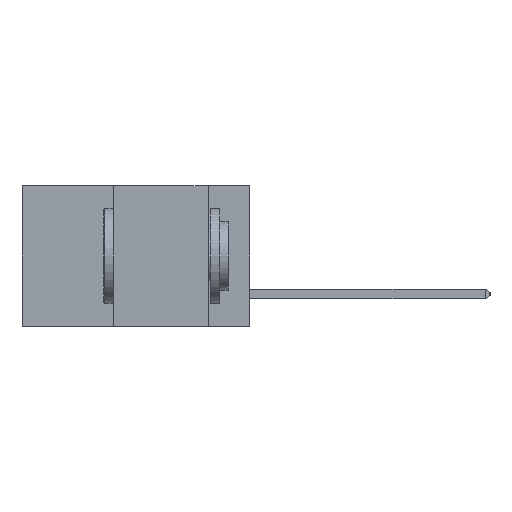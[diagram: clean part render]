
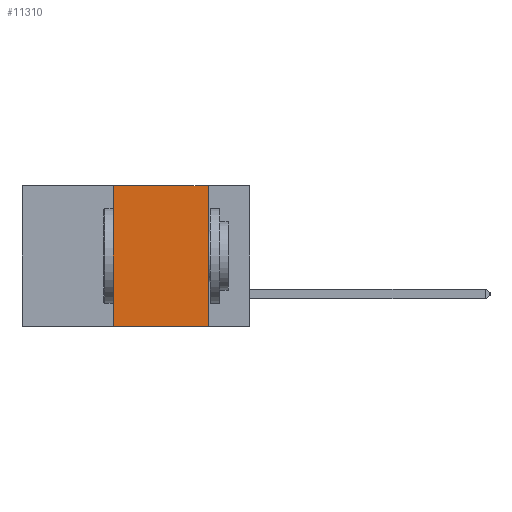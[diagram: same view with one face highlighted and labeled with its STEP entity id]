
A CAD part, left-side view. The second image highlights one B-rep face of the part: STEP entity #11310.
In plain terms, the highlighted planar face has unit normal (-1, 0, 0).
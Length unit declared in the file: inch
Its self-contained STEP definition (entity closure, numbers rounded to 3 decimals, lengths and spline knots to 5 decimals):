
#138 = VECTOR ( 'NONE', #13729, 39.37008 ) ;
#563 = VERTEX_POINT ( 'NONE', #9746 ) ;
#677 = VERTEX_POINT ( 'NONE', #14286 ) ;
#1355 = VECTOR ( 'NONE', #11469, 39.37008 ) ;
#2552 = CARTESIAN_POINT ( 'NONE',  ( 0., 0.6, -0.37 ) ) ;
#2555 = FACE_OUTER_BOUND ( 'NONE', #14145, .T. ) ;
#2802 = CARTESIAN_POINT ( 'NONE',  ( 0., 0.36, -0.37 ) ) ;
#2950 = LINE ( 'NONE', #4217, #12479 ) ;
#3692 = DIRECTION ( 'NONE',  ( 1., 0., 0. ) ) ;
#4122 = DIRECTION ( 'NONE',  ( 0., -1., 0. ) ) ;
#4217 = CARTESIAN_POINT ( 'NONE',  ( 0., 0.6, 0. ) ) ;
#4793 = EDGE_CURVE ( 'NONE', #6028, #563, #2950, .T. ) ;
#4964 = ORIENTED_EDGE ( 'NONE', *, *, #4793, .F. ) ;
#5686 = ORIENTED_EDGE ( 'NONE', *, *, #15401, .F. ) ;
#6028 = VERTEX_POINT ( 'NONE', #7540 ) ;
#7118 = LINE ( 'NONE', #2552, #138 ) ;
#7540 = CARTESIAN_POINT ( 'NONE',  ( 0., 0.36, 0. ) ) ;
#9031 = CARTESIAN_POINT ( 'NONE',  ( 0., 0.11, 0. ) ) ;
#9644 = ORIENTED_EDGE ( 'NONE', *, *, #12354, .F. ) ;
#9746 = CARTESIAN_POINT ( 'NONE',  ( 0., 0.11, 0. ) ) ;
#9929 = PLANE ( 'NONE',  #15961 ) ;
#11132 = CARTESIAN_POINT ( 'NONE',  ( 0., 0.6, 0. ) ) ;
#11310 = ADVANCED_FACE ( 'NONE', ( #2555 ), #9929, .F. ) ;
#11425 = LINE ( 'NONE', #9031, #1355 ) ;
#11469 = DIRECTION ( 'NONE',  ( 0., 0., -1. ) ) ;
#12039 = VERTEX_POINT ( 'NONE', #2802 ) ;
#12144 = CARTESIAN_POINT ( 'NONE',  ( 0., 0.36, 0. ) ) ;
#12335 = DIRECTION ( 'NONE',  ( 0., 0., -1. ) ) ;
#12354 = EDGE_CURVE ( 'NONE', #12039, #6028, #13384, .T. ) ;
#12479 = VECTOR ( 'NONE', #4122, 39.37008 ) ;
#12540 = EDGE_CURVE ( 'NONE', #12039, #677, #7118, .T. ) ;
#12872 = ORIENTED_EDGE ( 'NONE', *, *, #12540, .T. ) ;
#13341 = DIRECTION ( 'NONE',  ( 0., 0., 1. ) ) ;
#13384 = LINE ( 'NONE', #12144, #15911 ) ;
#13729 = DIRECTION ( 'NONE',  ( 0., -1., 0. ) ) ;
#14145 = EDGE_LOOP ( 'NONE', ( #5686, #4964, #9644, #12872 ) ) ;
#14286 = CARTESIAN_POINT ( 'NONE',  ( 0., 0.11, -0.37 ) ) ;
#15401 = EDGE_CURVE ( 'NONE', #563, #677, #11425, .T. ) ;
#15911 = VECTOR ( 'NONE', #13341, 39.37008 ) ;
#15961 = AXIS2_PLACEMENT_3D ( 'NONE', #11132, #3692, #12335 ) ;
